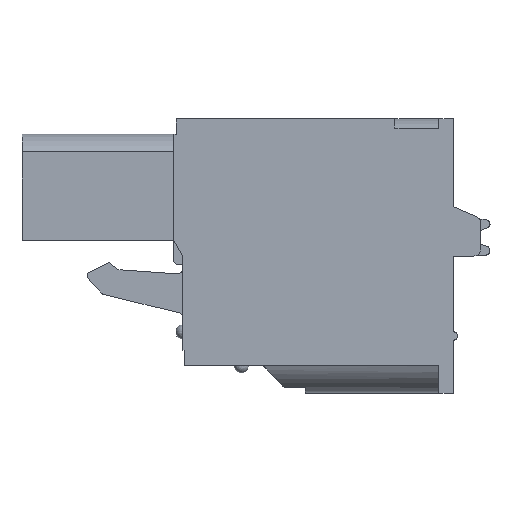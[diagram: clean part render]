
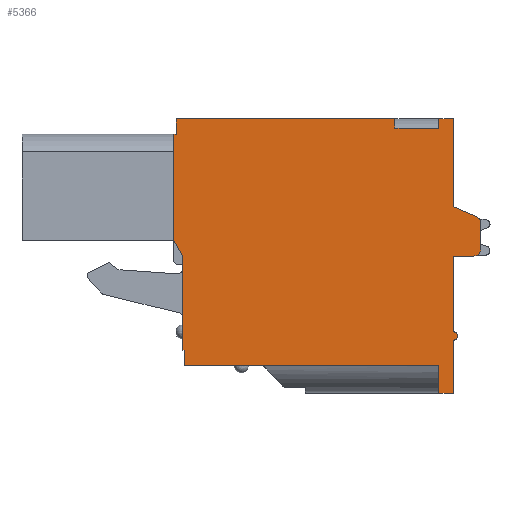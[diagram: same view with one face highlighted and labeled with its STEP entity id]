
A CAD part, left-side view. The second image highlights one B-rep face of the part: STEP entity #5366.
In plain terms, the highlighted planar face has unit normal (-1, 0, 0).
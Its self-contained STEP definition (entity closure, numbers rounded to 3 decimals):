
#1405=DIRECTION('',(0.,0.,-1.));
#1406=VECTOR('',#1405,4.8);
#1407=CARTESIAN_POINT('',(-10.76,0.,3.65));
#1408=LINE('',#1407,#1406);
#1409=DIRECTION('',(0.,0.916,0.4));
#1410=VECTOR('',#1409,1.375);
#1411=CARTESIAN_POINT('',(-10.76,-1.26,-1.7));
#1412=LINE('',#1411,#1410);
#1413=CARTESIAN_POINT('',(-10.76,-1.1,-2.067));
#1414=DIRECTION('',(-1.,0.,0.));
#1415=DIRECTION('',(0.,-1.,0.));
#1416=AXIS2_PLACEMENT_3D('',#1413,#1414,#1415);
#1418=DIRECTION('',(0.,0.,1.));
#1419=VECTOR('',#1418,1.383);
#1420=CARTESIAN_POINT('',(-10.76,-1.5,-3.45));
#1421=LINE('',#1420,#1419);
#1422=CARTESIAN_POINT('',(-10.76,-1.1,-3.45));
#1423=DIRECTION('',(-1.,0.,0.));
#1424=DIRECTION('',(0.,0.,-1.));
#1425=AXIS2_PLACEMENT_3D('',#1422,#1423,#1424);
#1427=DIRECTION('',(0.,-1.,0.));
#1428=VECTOR('',#1427,1.1);
#1429=CARTESIAN_POINT('',(-10.76,0.,-3.85));
#1430=LINE('',#1429,#1428);
#1431=DIRECTION('',(0.,0.,-1.));
#1432=VECTOR('',#1431,4.15);
#1433=CARTESIAN_POINT('',(-10.76,0.,-3.85));
#1434=LINE('',#1433,#1432);
#1435=CARTESIAN_POINT('',(-10.76,0.,-8.225));
#1436=DIRECTION('',(-1.,0.,0.));
#1437=DIRECTION('',(0.,0.,-1.));
#1438=AXIS2_PLACEMENT_3D('',#1435,#1436,#1437);
#1440=DIRECTION('',(0.,0.,-1.));
#1441=VECTOR('',#1440,2.9);
#1442=CARTESIAN_POINT('',(-10.76,0.,-8.45));
#1443=LINE('',#1442,#1441);
#1444=DIRECTION('',(0.,1.,0.));
#1445=VECTOR('',#1444,0.8);
#1446=CARTESIAN_POINT('',(-10.76,0.,-11.35));
#1447=LINE('',#1446,#1445);
#1448=DIRECTION('',(0.,0.,1.));
#1449=VECTOR('',#1448,1.5);
#1450=CARTESIAN_POINT('',(-10.76,0.8,-11.35));
#1451=LINE('',#1450,#1449);
#1452=DIRECTION('',(0.,1.,0.));
#1453=VECTOR('',#1452,13.9);
#1454=CARTESIAN_POINT('',(-10.76,0.8,-9.85));
#1455=LINE('',#1454,#1453);
#1456=DIRECTION('',(0.,0.,1.));
#1457=VECTOR('',#1456,0.85);
#1458=CARTESIAN_POINT('',(-10.76,14.7,-9.85));
#1459=LINE('',#1458,#1457);
#1460=DIRECTION('',(0.,1.,0.));
#1461=VECTOR('',#1460,0.1);
#1462=CARTESIAN_POINT('',(-10.76,14.7,-9.));
#1463=LINE('',#1462,#1461);
#1464=DIRECTION('',(0.,0.,1.));
#1465=VECTOR('',#1464,5.1);
#1466=CARTESIAN_POINT('',(-10.76,14.8,-9.));
#1467=LINE('',#1466,#1465);
#1468=DIRECTION('',(0.,-0.486,-0.874));
#1469=VECTOR('',#1468,1.03);
#1470=CARTESIAN_POINT('',(-10.76,15.3,-3.));
#1471=LINE('',#1470,#1469);
#1472=DIRECTION('',(0.,0.,1.));
#1473=VECTOR('',#1472,5.8);
#1474=CARTESIAN_POINT('',(-10.76,15.3,-3.));
#1475=LINE('',#1474,#1473);
#1476=DIRECTION('',(0.,-1.,0.));
#1477=VECTOR('',#1476,0.15);
#1478=CARTESIAN_POINT('',(-10.76,15.3,2.8));
#1479=LINE('',#1478,#1477);
#1480=DIRECTION('',(0.,0.,1.));
#1481=VECTOR('',#1480,0.85);
#1482=CARTESIAN_POINT('',(-10.76,15.15,2.8));
#1483=LINE('',#1482,#1481);
#1484=DIRECTION('',(0.,-1.,0.));
#1485=VECTOR('',#1484,11.95);
#1486=CARTESIAN_POINT('',(-10.76,15.15,3.65));
#1487=LINE('',#1486,#1485);
#1488=DIRECTION('',(0.,0.,-1.));
#1489=VECTOR('',#1488,0.5);
#1490=CARTESIAN_POINT('',(-10.76,3.2,3.65));
#1491=LINE('',#1490,#1489);
#1492=DIRECTION('',(0.,-1.,0.));
#1493=VECTOR('',#1492,2.4);
#1494=CARTESIAN_POINT('',(-10.76,3.2,3.15));
#1495=LINE('',#1494,#1493);
#1496=DIRECTION('',(0.,0.,1.));
#1497=VECTOR('',#1496,0.5);
#1498=CARTESIAN_POINT('',(-10.76,0.8,3.15));
#1499=LINE('',#1498,#1497);
#1500=DIRECTION('',(0.,-1.,0.));
#1501=VECTOR('',#1500,0.8);
#1502=CARTESIAN_POINT('',(-10.76,0.8,3.65));
#1503=LINE('',#1502,#1501);
#3283=CARTESIAN_POINT('',(-10.76,0.,3.65));
#3284=CARTESIAN_POINT('',(-10.76,0.,-1.15));
#3285=VERTEX_POINT('',#3283);
#3286=VERTEX_POINT('',#3284);
#3287=CARTESIAN_POINT('',(-10.76,0.,-3.85));
#3288=CARTESIAN_POINT('',(-10.76,0.,-8.));
#3289=VERTEX_POINT('',#3287);
#3290=VERTEX_POINT('',#3288);
#3291=CARTESIAN_POINT('',(-10.76,0.,-8.45));
#3292=CARTESIAN_POINT('',(-10.76,0.,-11.35));
#3293=VERTEX_POINT('',#3291);
#3294=VERTEX_POINT('',#3292);
#3295=CARTESIAN_POINT('',(-10.76,0.8,-11.35));
#3296=VERTEX_POINT('',#3295);
#3297=CARTESIAN_POINT('',(-10.76,15.15,3.65));
#3298=CARTESIAN_POINT('',(-10.76,3.2,3.65));
#3299=VERTEX_POINT('',#3297);
#3300=VERTEX_POINT('',#3298);
#3301=CARTESIAN_POINT('',(-10.76,0.8,3.65));
#3302=VERTEX_POINT('',#3301);
#3303=CARTESIAN_POINT('',(-10.76,15.3,2.8));
#3304=CARTESIAN_POINT('',(-10.76,15.15,2.8));
#3305=VERTEX_POINT('',#3303);
#3306=VERTEX_POINT('',#3304);
#3307=CARTESIAN_POINT('',(-10.76,0.8,-9.85));
#3308=CARTESIAN_POINT('',(-10.76,14.7,-9.85));
#3309=VERTEX_POINT('',#3307);
#3310=VERTEX_POINT('',#3308);
#3311=CARTESIAN_POINT('',(-10.76,14.7,-9.));
#3312=VERTEX_POINT('',#3311);
#3313=CARTESIAN_POINT('',(-10.76,14.8,-9.));
#3314=VERTEX_POINT('',#3313);
#3315=CARTESIAN_POINT('',(-10.76,14.8,-3.9));
#3316=VERTEX_POINT('',#3315);
#3317=CARTESIAN_POINT('',(-10.76,15.3,-3.));
#3318=VERTEX_POINT('',#3317);
#3319=CARTESIAN_POINT('',(-10.76,0.8,3.15));
#3320=VERTEX_POINT('',#3319);
#3321=CARTESIAN_POINT('',(-10.76,3.2,3.15));
#3322=VERTEX_POINT('',#3321);
#3323=CARTESIAN_POINT('',(-10.76,-1.1,-3.85));
#3324=VERTEX_POINT('',#3323);
#3325=CARTESIAN_POINT('',(-10.76,-1.5,-3.45));
#3326=VERTEX_POINT('',#3325);
#3327=CARTESIAN_POINT('',(-10.76,-1.5,-2.067));
#3328=VERTEX_POINT('',#3327);
#3329=CARTESIAN_POINT('',(-10.76,-1.26,-1.7));
#3330=VERTEX_POINT('',#3329);
#5325=CARTESIAN_POINT('',(-10.76,25.625,-20.6));
#5326=DIRECTION('',(-1.,0.,0.));
#5327=DIRECTION('',(0.,-1.,0.));
#5328=AXIS2_PLACEMENT_3D('',#5325,#5326,#5327);
#5329=PLANE('',#5328);
#5330=ORIENTED_EDGE('',*,*,#3426,.T.);
#5332=ORIENTED_EDGE('',*,*,#5331,.F.);
#5334=ORIENTED_EDGE('',*,*,#5333,.F.);
#5336=ORIENTED_EDGE('',*,*,#5335,.F.);
#5338=ORIENTED_EDGE('',*,*,#5337,.F.);
#5340=ORIENTED_EDGE('',*,*,#5339,.F.);
#5341=ORIENTED_EDGE('',*,*,#3463,.T.);
#5343=ORIENTED_EDGE('',*,*,#5342,.F.);
#5344=ORIENTED_EDGE('',*,*,#3478,.T.);
#5346=ORIENTED_EDGE('',*,*,#5345,.T.);
#5348=ORIENTED_EDGE('',*,*,#5347,.T.);
#5349=ORIENTED_EDGE('',*,*,#4079,.T.);
#5350=ORIENTED_EDGE('',*,*,#4506,.T.);
#5351=ORIENTED_EDGE('',*,*,#4520,.T.);
#5352=ORIENTED_EDGE('',*,*,#4538,.T.);
#5353=ORIENTED_EDGE('',*,*,#4740,.F.);
#5354=ORIENTED_EDGE('',*,*,#4648,.T.);
#5356=ORIENTED_EDGE('',*,*,#5355,.T.);
#5358=ORIENTED_EDGE('',*,*,#5357,.T.);
#5359=ORIENTED_EDGE('',*,*,#3756,.T.);
#5360=ORIENTED_EDGE('',*,*,#3715,.T.);
#5361=ORIENTED_EDGE('',*,*,#3666,.T.);
#5362=ORIENTED_EDGE('',*,*,#3614,.T.);
#5363=ORIENTED_EDGE('',*,*,#3791,.T.);
#5364=EDGE_LOOP('',(#5330,#5332,#5334,#5336,#5338,#5340,#5341,#5343,#5344,#5346,
#5348,#5349,#5350,#5351,#5352,#5353,#5354,#5356,#5358,#5359,#5360,#5361,#5362,
#5363));
#5365=FACE_OUTER_BOUND('',#5364,.F.);
#5366=ADVANCED_FACE('',(#5365),#5329,.T.);
#1417=CIRCLE('',#1416,0.4);
#1426=CIRCLE('',#1425,0.4);
#1439=CIRCLE('',#1438,0.225);
#3426=EDGE_CURVE('',#3285,#3286,#1408,.T.);
#3463=EDGE_CURVE('',#3289,#3290,#1434,.T.);
#3478=EDGE_CURVE('',#3293,#3294,#1443,.T.);
#3614=EDGE_CURVE('',#3320,#3302,#1499,.T.);
#3666=EDGE_CURVE('',#3322,#3320,#1495,.T.);
#3715=EDGE_CURVE('',#3300,#3322,#1491,.T.);
#3756=EDGE_CURVE('',#3299,#3300,#1487,.T.);
#3791=EDGE_CURVE('',#3302,#3285,#1503,.T.);
#4079=EDGE_CURVE('',#3309,#3310,#1455,.T.);
#4506=EDGE_CURVE('',#3310,#3312,#1459,.T.);
#4520=EDGE_CURVE('',#3312,#3314,#1463,.T.);
#4538=EDGE_CURVE('',#3314,#3316,#1467,.T.);
#4648=EDGE_CURVE('',#3318,#3305,#1475,.T.);
#4740=EDGE_CURVE('',#3318,#3316,#1471,.T.);
#5331=EDGE_CURVE('',#3330,#3286,#1412,.T.);
#5333=EDGE_CURVE('',#3328,#3330,#1417,.T.);
#5335=EDGE_CURVE('',#3326,#3328,#1421,.T.);
#5337=EDGE_CURVE('',#3324,#3326,#1426,.T.);
#5339=EDGE_CURVE('',#3289,#3324,#1430,.T.);
#5342=EDGE_CURVE('',#3293,#3290,#1439,.T.);
#5345=EDGE_CURVE('',#3294,#3296,#1447,.T.);
#5347=EDGE_CURVE('',#3296,#3309,#1451,.T.);
#5355=EDGE_CURVE('',#3305,#3306,#1479,.T.);
#5357=EDGE_CURVE('',#3306,#3299,#1483,.T.);
